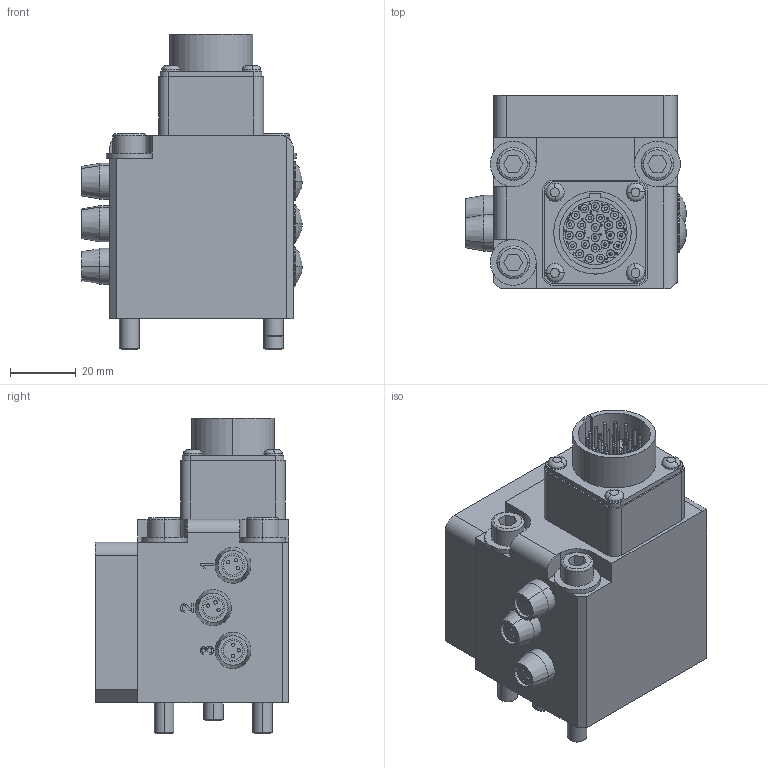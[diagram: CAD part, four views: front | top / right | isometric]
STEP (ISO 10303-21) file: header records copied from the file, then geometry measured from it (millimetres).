
FILE_DESCRIPTION (( 'STEP AP214' ), '1' );
FILE_NAME ('P7224.STEP', '2022-01-12T09:51:34', ( '' ), ( '' ), 'SwSTEP 2.0', 'SolidWorks 2019', '' );
FILE_SCHEMA (( 'AUTOMOTIVE_DESIGN' ));
Length unit declared in the file: millimetre
Products named in the file (1): P7224
Bounding box: 67.3 x 59 x 96.4 mm (x, y, z)
Volume: 196758.1 mm3; surface area: 72103.4 mm2
Topology: 75 solids, 75 shells, 1867 faces, 4424 edges, 2901 vertices
Faces by surface type: plane 882, cylinder 626, bspline 263, torus 44, cone 42, sphere 10
Entity records: 88278 total; most frequent: CARTESIAN_POINT 24171, ORIENTED_EDGE 8736, DIRECTION 8517, EDGE_CURVE 4368, AXIS2_PLACEMENT_3D 3029, VERTEX_POINT 2895, VECTOR 2459, LINE 2459
